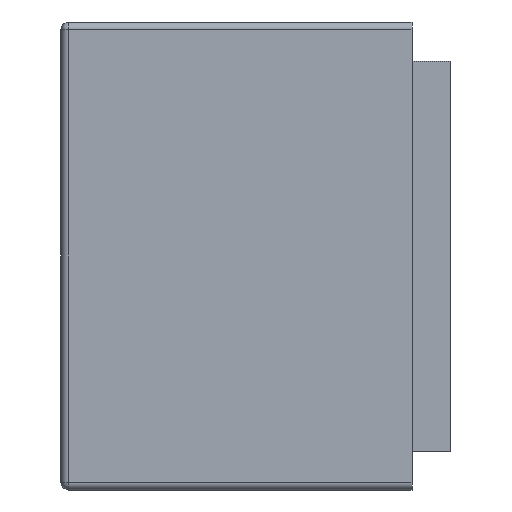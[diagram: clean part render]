
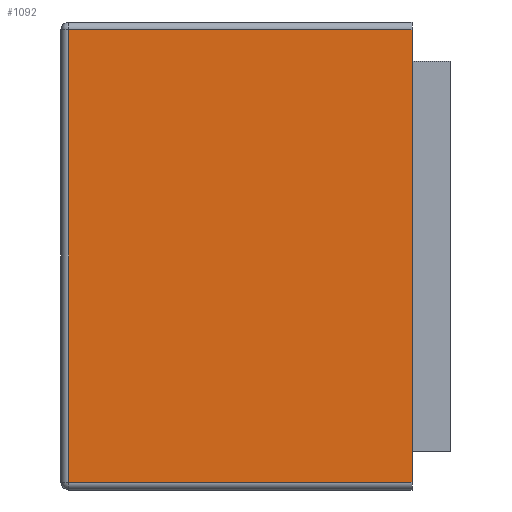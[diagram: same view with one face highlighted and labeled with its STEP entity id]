
A CAD part, left-side view. The second image highlights one B-rep face of the part: STEP entity #1092.
In plain terms, the highlighted planar face has unit normal (-1, 0, 0).
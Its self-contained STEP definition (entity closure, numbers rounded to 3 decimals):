
#11 = CARTESIAN_POINT ( 'NONE',  ( -0.5, 0.49, -0.3 ) ) ;
#39 = VECTOR ( 'NONE', #1165, 1000. ) ;
#43 = ORIENTED_EDGE ( 'NONE', *, *, #918, .T. ) ;
#55 = CARTESIAN_POINT ( 'NONE',  ( -0.5, 0.5, 0.29 ) ) ;
#102 = VECTOR ( 'NONE', #938, 1000. ) ;
#161 = DIRECTION ( 'NONE',  ( 1., 0., 0. ) ) ;
#222 = DIRECTION ( 'NONE',  ( 0., 0., -1. ) ) ;
#233 = PLANE ( 'NONE',  #417 ) ;
#279 = CARTESIAN_POINT ( 'NONE',  ( -0.5, 0.05, -0.3 ) ) ;
#287 = CARTESIAN_POINT ( 'NONE',  ( -0.5, 0.49, -0.29 ) ) ;
#299 = CARTESIAN_POINT ( 'NONE',  ( -0.5, 0.05, 0.29 ) ) ;
#309 = CARTESIAN_POINT ( 'NONE',  ( -0.5, 0.5, -0.29 ) ) ;
#315 = LINE ( 'NONE', #11, #1068 ) ;
#361 = VERTEX_POINT ( 'NONE', #455 ) ;
#371 = CARTESIAN_POINT ( 'NONE',  ( -0.5, 0.05, -0.29 ) ) ;
#417 = AXIS2_PLACEMENT_3D ( 'NONE', #740, #161, #755 ) ;
#455 = CARTESIAN_POINT ( 'NONE',  ( -0.5, 0.49, 0.29 ) ) ;
#459 = ORIENTED_EDGE ( 'NONE', *, *, #744, .T. ) ;
#467 = EDGE_CURVE ( 'NONE', #638, #549, #1241, .T. ) ;
#549 = VERTEX_POINT ( 'NONE', #299 ) ;
#638 = VERTEX_POINT ( 'NONE', #371 ) ;
#702 = VERTEX_POINT ( 'NONE', #287 ) ;
#740 = CARTESIAN_POINT ( 'NONE',  ( -0.5, 0.5, -0.3 ) ) ;
#744 = EDGE_CURVE ( 'NONE', #361, #702, #315, .T. ) ;
#755 = DIRECTION ( 'NONE',  ( 0., 0., -1. ) ) ;
#766 = LINE ( 'NONE', #309, #39 ) ;
#831 = DIRECTION ( 'NONE',  ( 0., 1., 0. ) ) ;
#908 = VECTOR ( 'NONE', #831, 1000. ) ;
#918 = EDGE_CURVE ( 'NONE', #549, #361, #1231, .T. ) ;
#938 = DIRECTION ( 'NONE',  ( 0., 0., 1. ) ) ;
#989 = EDGE_LOOP ( 'NONE', ( #459, #1179, #993, #43 ) ) ;
#993 = ORIENTED_EDGE ( 'NONE', *, *, #467, .T. ) ;
#1068 = VECTOR ( 'NONE', #222, 1000. ) ;
#1089 = FACE_OUTER_BOUND ( 'NONE', #989, .T. ) ;
#1092 = ADVANCED_FACE ( 'NONE', ( #1089 ), #233, .F. ) ;
#1165 = DIRECTION ( 'NONE',  ( 0., -1., 0. ) ) ;
#1179 = ORIENTED_EDGE ( 'NONE', *, *, #1253, .T. ) ;
#1231 = LINE ( 'NONE', #55, #908 ) ;
#1241 = LINE ( 'NONE', #279, #102 ) ;
#1253 = EDGE_CURVE ( 'NONE', #702, #638, #766, .T. ) ;
